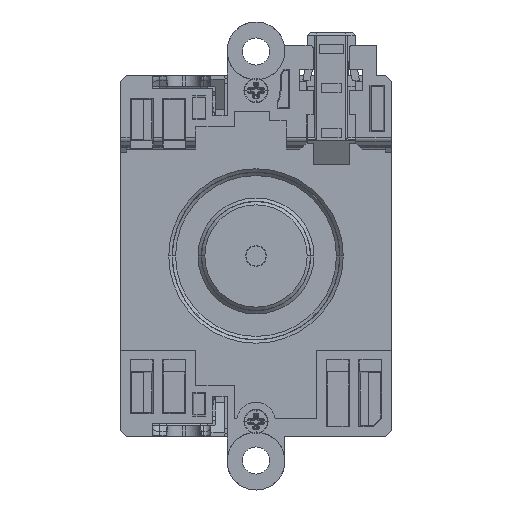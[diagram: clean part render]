
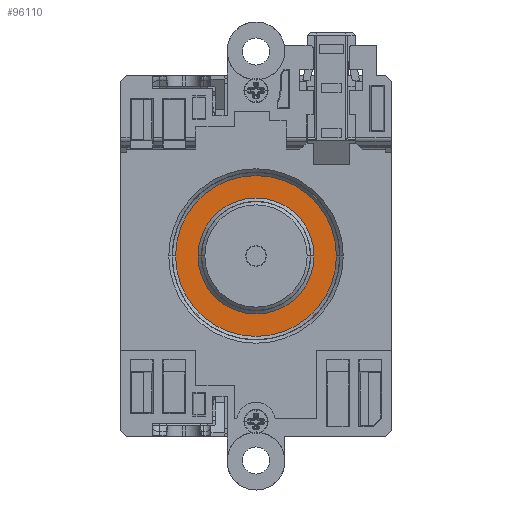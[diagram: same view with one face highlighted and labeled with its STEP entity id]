
A CAD part, front view. The second image highlights one B-rep face of the part: STEP entity #96110.
In plain terms, the highlighted face is planar.
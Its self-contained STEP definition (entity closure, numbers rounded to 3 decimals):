
#86737=CARTESIAN_POINT('',(0.,-3.7,0.));
#86738=DIRECTION('',(0.,-1.,0.));
#86739=DIRECTION('',(-1.,0.,0.));
#86740=AXIS2_PLACEMENT_3D('',#86737,#86738,#86739);
#86742=CARTESIAN_POINT('',(0.,-3.7,0.));
#86743=DIRECTION('',(0.,1.,0.));
#86744=DIRECTION('',(-1.,0.,0.));
#86745=AXIS2_PLACEMENT_3D('',#86742,#86743,#86744);
#86765=CARTESIAN_POINT('',(0.,-3.7,0.));
#86766=DIRECTION('',(0.,1.,0.));
#86767=DIRECTION('',(1.,0.,0.));
#86768=AXIS2_PLACEMENT_3D('',#86765,#86766,#86767);
#86770=CARTESIAN_POINT('',(0.,-3.7,0.));
#86771=DIRECTION('',(0.,-1.,0.));
#86772=DIRECTION('',(1.,0.,0.));
#86773=AXIS2_PLACEMENT_3D('',#86770,#86771,#86772);
#92938=CARTESIAN_POINT('',(9.631,-3.7,0.));
#92939=VERTEX_POINT('',#92938);
#92940=CARTESIAN_POINT('',(-9.631,-3.7,0.));
#92941=VERTEX_POINT('',#92940);
#93284=CARTESIAN_POINT('',(-13.369,-3.7,0.));
#93285=VERTEX_POINT('',#93284);
#93286=CARTESIAN_POINT('',(13.369,-3.7,0.));
#93287=VERTEX_POINT('',#93286);
#96095=CARTESIAN_POINT('',(0.,-3.7,0.));
#96096=DIRECTION('',(0.,1.,0.));
#96097=DIRECTION('',(0.,0.,-1.));
#96098=AXIS2_PLACEMENT_3D('',#96095,#96096,#96097);
#96099=PLANE('',#96098);
#96101=ORIENTED_EDGE('',*,*,#96100,.F.);
#96103=ORIENTED_EDGE('',*,*,#96102,.T.);
#96104=EDGE_LOOP('',(#96101,#96103));
#96105=FACE_OUTER_BOUND('',#96104,.F.);
#96106=ORIENTED_EDGE('',*,*,#96077,.F.);
#96107=ORIENTED_EDGE('',*,*,#96088,.T.);
#96108=EDGE_LOOP('',(#96106,#96107));
#96109=FACE_BOUND('',#96108,.F.);
#96110=ADVANCED_FACE('',(#96105,#96109),#96099,.T.);
#86741=CIRCLE('',#86740,9.631);
#86746=CIRCLE('',#86745,9.631);
#86769=CIRCLE('',#86768,13.369);
#86774=CIRCLE('',#86773,13.369);
#96077=EDGE_CURVE('',#92941,#92939,#86741,.T.);
#96088=EDGE_CURVE('',#92941,#92939,#86746,.T.);
#96100=EDGE_CURVE('',#93287,#93285,#86769,.T.);
#96102=EDGE_CURVE('',#93287,#93285,#86774,.T.);
